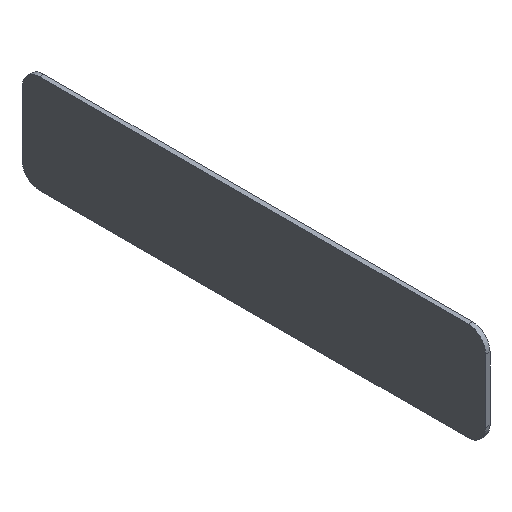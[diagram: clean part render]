
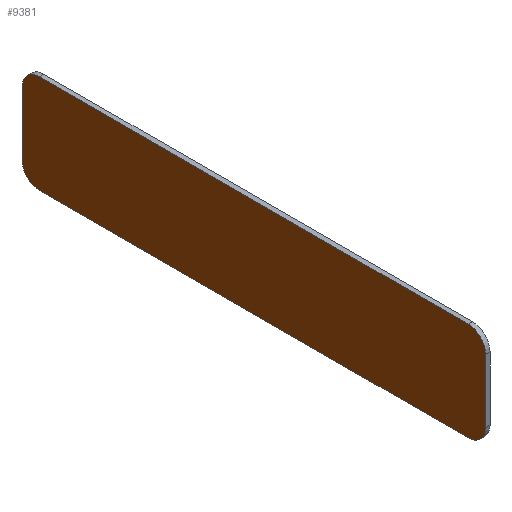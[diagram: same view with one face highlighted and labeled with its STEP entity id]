
A CAD part, isometric view. The second image highlights one B-rep face of the part: STEP entity #9381.
In plain terms, the highlighted planar face has unit normal (-1, 0, 0).
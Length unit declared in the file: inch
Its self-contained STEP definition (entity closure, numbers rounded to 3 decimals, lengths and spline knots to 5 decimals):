
#137 = CARTESIAN_POINT ( 'NONE',  ( 0.45377, 0.02926, 0.01256 ) ) ;
#1117 = CIRCLE ( 'NONE', #15806, 0.15748 ) ;
#1253 = EDGE_CURVE ( 'NONE', #12396, #1770, #1117, .T. ) ;
#1259 = CARTESIAN_POINT ( 'NONE',  ( 0.45377, 1.9584, -0.43035 ) ) ;
#1296 = FACE_OUTER_BOUND ( 'NONE', #5280, .T. ) ;
#1508 = CARTESIAN_POINT ( 'NONE',  ( 0.45377, 2.11588, -0.27287 ) ) ;
#1519 = AXIS2_PLACEMENT_3D ( 'NONE', #2767, #10070, #15326 ) ;
#1604 = VECTOR ( 'NONE', #2288, 39.37008 ) ;
#1658 = CARTESIAN_POINT ( 'NONE',  ( 0.45377, -1.89987, 0.45548 ) ) ;
#1770 = VERTEX_POINT ( 'NONE', #6738 ) ;
#1806 = EDGE_CURVE ( 'NONE', #2863, #6862, #3275, .T. ) ;
#2209 = LINE ( 'NONE', #13534, #1604 ) ;
#2288 = DIRECTION ( 'NONE',  ( 0., 0., 1. ) ) ;
#2351 = EDGE_CURVE ( 'NONE', #10703, #6862, #6398, .T. ) ;
#2359 = DIRECTION ( 'NONE',  ( 0., 1., 0. ) ) ;
#2366 = LINE ( 'NONE', #13614, #12883 ) ;
#2731 = VECTOR ( 'NONE', #13811, 39.37008 ) ;
#2738 = DIRECTION ( 'NONE',  ( 1., 0., 0. ) ) ;
#2767 = CARTESIAN_POINT ( 'NONE',  ( 0.45377, 1.9584, -0.27287 ) ) ;
#2863 = VERTEX_POINT ( 'NONE', #10457 ) ;
#2955 = DIRECTION ( 'NONE',  ( 0., 0., 1. ) ) ;
#3275 = CIRCLE ( 'NONE', #6145, 0.15748 ) ;
#3624 = VERTEX_POINT ( 'NONE', #6806 ) ;
#3654 = VERTEX_POINT ( 'NONE', #15452 ) ;
#3892 = DIRECTION ( 'NONE',  ( 0., 0., -1. ) ) ;
#4389 = CARTESIAN_POINT ( 'NONE',  ( 0.45377, 1.9584, 0.298 ) ) ;
#4511 = VERTEX_POINT ( 'NONE', #1508 ) ;
#5062 = ORIENTED_EDGE ( 'NONE', *, *, #16011, .F. ) ;
#5192 = ORIENTED_EDGE ( 'NONE', *, *, #6874, .T. ) ;
#5280 = EDGE_LOOP ( 'NONE', ( #15448, #5192, #12129, #7001, #11944, #9799, #5062, #8226 ) ) ;
#5412 = CIRCLE ( 'NONE', #1519, 0.15748 ) ;
#5644 = DIRECTION ( 'NONE',  ( 1., 0., 0. ) ) ;
#5833 = EDGE_CURVE ( 'NONE', #12396, #3624, #2366, .T. ) ;
#6145 = AXIS2_PLACEMENT_3D ( 'NONE', #9199, #2738, #7803 ) ;
#6398 = LINE ( 'NONE', #1259, #2731 ) ;
#6654 = VECTOR ( 'NONE', #3892, 39.37008 ) ;
#6738 = CARTESIAN_POINT ( 'NONE',  ( 0.45377, -2.05735, 0.298 ) ) ;
#6806 = CARTESIAN_POINT ( 'NONE',  ( 0.45377, 1.9584, 0.45548 ) ) ;
#6862 = VERTEX_POINT ( 'NONE', #14519 ) ;
#6874 = EDGE_CURVE ( 'NONE', #2863, #1770, #2209, .T. ) ;
#7001 = ORIENTED_EDGE ( 'NONE', *, *, #5833, .T. ) ;
#7803 = DIRECTION ( 'NONE',  ( 0., -1., 0. ) ) ;
#8226 = ORIENTED_EDGE ( 'NONE', *, *, #2351, .T. ) ;
#8545 = AXIS2_PLACEMENT_3D ( 'NONE', #4389, #9565, #9644 ) ;
#8826 = DIRECTION ( 'NONE',  ( 0., 1., 0. ) ) ;
#9179 = CARTESIAN_POINT ( 'NONE',  ( 0.45377, -1.89987, 0.298 ) ) ;
#9199 = CARTESIAN_POINT ( 'NONE',  ( 0.45377, -1.89987, -0.27287 ) ) ;
#9365 = EDGE_CURVE ( 'NONE', #3654, #4511, #11443, .T. ) ;
#9381 = ADVANCED_FACE ( 'NONE', ( #1296 ), #15155, .F. ) ;
#9565 = DIRECTION ( 'NONE',  ( 1., 0., 0. ) ) ;
#9644 = DIRECTION ( 'NONE',  ( 0., 1., 0. ) ) ;
#9799 = ORIENTED_EDGE ( 'NONE', *, *, #9365, .T. ) ;
#10070 = DIRECTION ( 'NONE',  ( 1., 0., 0. ) ) ;
#10211 = DIRECTION ( 'NONE',  ( 1., 0., 0. ) ) ;
#10457 = CARTESIAN_POINT ( 'NONE',  ( 0.45377, -2.05735, -0.27287 ) ) ;
#10703 = VERTEX_POINT ( 'NONE', #12029 ) ;
#11119 = CARTESIAN_POINT ( 'NONE',  ( 0.45377, 2.11588, 0.298 ) ) ;
#11443 = LINE ( 'NONE', #11119, #6654 ) ;
#11705 = CIRCLE ( 'NONE', #8545, 0.15748 ) ;
#11944 = ORIENTED_EDGE ( 'NONE', *, *, #12903, .F. ) ;
#12029 = CARTESIAN_POINT ( 'NONE',  ( 0.45377, 1.9584, -0.43035 ) ) ;
#12129 = ORIENTED_EDGE ( 'NONE', *, *, #1253, .F. ) ;
#12396 = VERTEX_POINT ( 'NONE', #1658 ) ;
#12883 = VECTOR ( 'NONE', #8826, 39.37008 ) ;
#12903 = EDGE_CURVE ( 'NONE', #3654, #3624, #11705, .T. ) ;
#13534 = CARTESIAN_POINT ( 'NONE',  ( 0.45377, -2.05735, -0.27287 ) ) ;
#13614 = CARTESIAN_POINT ( 'NONE',  ( 0.45377, -1.89987, 0.45548 ) ) ;
#13811 = DIRECTION ( 'NONE',  ( 0., -1., 0. ) ) ;
#14519 = CARTESIAN_POINT ( 'NONE',  ( 0.45377, -1.89987, -0.43035 ) ) ;
#15155 = PLANE ( 'NONE',  #15861 ) ;
#15326 = DIRECTION ( 'NONE',  ( 0., 0., -1. ) ) ;
#15448 = ORIENTED_EDGE ( 'NONE', *, *, #1806, .F. ) ;
#15452 = CARTESIAN_POINT ( 'NONE',  ( 0.45377, 2.11588, 0.298 ) ) ;
#15806 = AXIS2_PLACEMENT_3D ( 'NONE', #9179, #5644, #2955 ) ;
#15861 = AXIS2_PLACEMENT_3D ( 'NONE', #137, #10211, #2359 ) ;
#16011 = EDGE_CURVE ( 'NONE', #10703, #4511, #5412, .T. ) ;
